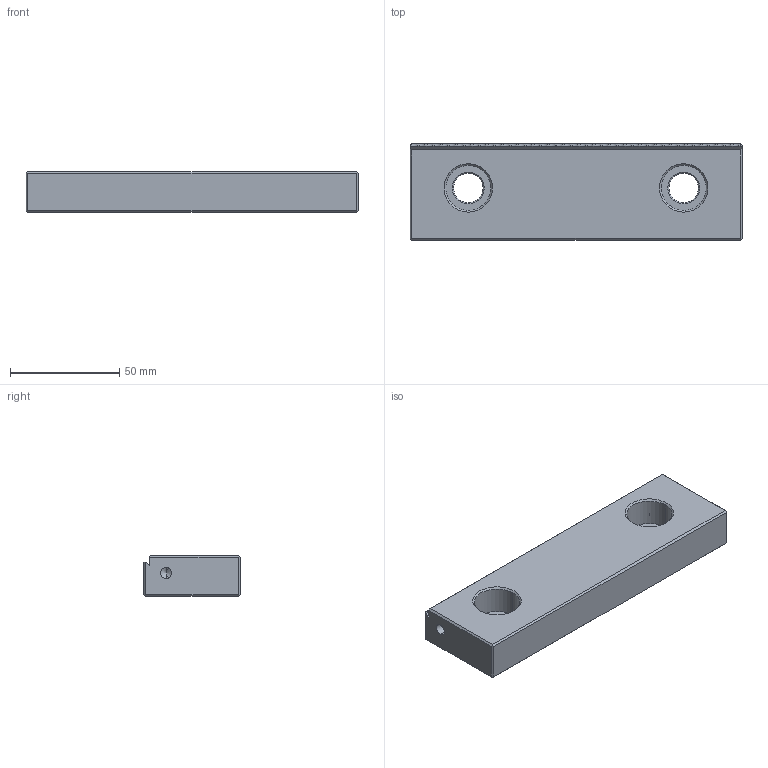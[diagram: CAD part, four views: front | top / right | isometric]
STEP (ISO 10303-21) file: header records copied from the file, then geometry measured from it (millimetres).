
FILE_DESCRIPTION (( 'STEP AP214' ), '1' );
FILE_NAME ('DJ6.STEP', '2019-09-11T18:15:50', ( '' ), ( '' ), 'SwSTEP 2.0', 'SolidWorks 2018', '' );
FILE_SCHEMA (( 'AUTOMOTIVE_DESIGN' ));
Length unit declared in the file: inch
Products named in the file (1): DJ6
Bounding box: 151.64 x 43.94 x 18.54 mm (x, y, z)
Volume: 110703.5 mm3; surface area: 22699.1 mm2
Topology: 1 solids, 1 shells, 376 faces, 995 edges, 656 vertices
Faces by surface type: plane 257, cylinder 62, bspline 41, cone 16
Entity records: 13550 total; most frequent: CARTESIAN_POINT 4466, ORIENTED_EDGE 1982, DIRECTION 1625, EDGE_CURVE 991, VECTOR 771, LINE 771, VERTEX_POINT 656, AXIS2_PLACEMENT_3D 427
